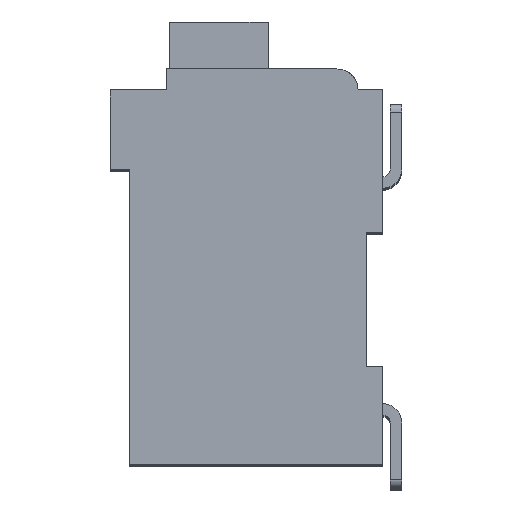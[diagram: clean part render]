
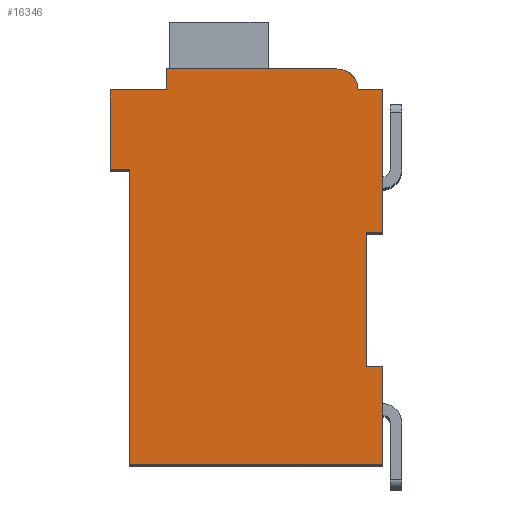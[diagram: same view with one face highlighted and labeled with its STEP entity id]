
A CAD part, top view. The second image highlights one B-rep face of the part: STEP entity #16346.
In plain terms, the highlighted planar face has unit normal (0, 0, 1).
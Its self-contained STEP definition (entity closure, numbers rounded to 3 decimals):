
#1842=DIRECTION('',(1.,0.,0.));
#1843=VECTOR('',#1842,0.5);
#1844=CARTESIAN_POINT('',(7.3,7.15,2.1));
#1845=LINE('',#1844,#1843);
#1846=DIRECTION('',(0.,1.,0.));
#1847=VECTOR('',#1846,4.15);
#1848=CARTESIAN_POINT('',(7.3,3.,2.1));
#1849=LINE('',#1848,#1847);
#1850=DIRECTION('',(-1.,0.,0.));
#1851=VECTOR('',#1850,0.5);
#1852=CARTESIAN_POINT('',(7.8,3.,2.1));
#1853=LINE('',#1852,#1851);
#1854=DIRECTION('',(0.,1.,0.));
#1855=VECTOR('',#1854,3.);
#1856=CARTESIAN_POINT('',(7.8,0.,2.1));
#1857=LINE('',#1856,#1855);
#1858=DIRECTION('',(1.,0.,0.));
#1859=VECTOR('',#1858,7.8);
#1860=CARTESIAN_POINT('',(0.,0.,2.1));
#1861=LINE('',#1860,#1859);
#1862=DIRECTION('',(0.,-1.,0.));
#1863=VECTOR('',#1862,9.1);
#1864=CARTESIAN_POINT('',(0.,9.1,2.1));
#1865=LINE('',#1864,#1863);
#1866=DIRECTION('',(1.,0.,0.));
#1867=VECTOR('',#1866,0.6);
#1868=CARTESIAN_POINT('',(-0.6,9.1,2.1));
#1869=LINE('',#1868,#1867);
#1870=DIRECTION('',(0.,-1.,0.));
#1871=VECTOR('',#1870,2.45);
#1872=CARTESIAN_POINT('',(-0.6,11.55,2.1));
#1873=LINE('',#1872,#1871);
#1874=DIRECTION('',(-1.,0.,0.));
#1875=VECTOR('',#1874,1.75);
#1876=CARTESIAN_POINT('',(1.15,11.55,2.1));
#1877=LINE('',#1876,#1875);
#1878=DIRECTION('',(0.,-1.,0.));
#1879=VECTOR('',#1878,0.65);
#1880=CARTESIAN_POINT('',(1.15,12.2,2.1));
#1881=LINE('',#1880,#1879);
#1882=DIRECTION('',(-1.,0.,0.));
#1883=VECTOR('',#1882,5.25);
#1884=CARTESIAN_POINT('',(6.4,12.2,2.1));
#1885=LINE('',#1884,#1883);
#1886=CARTESIAN_POINT('',(6.4,11.55,2.1));
#1887=DIRECTION('',(0.,0.,1.));
#1888=DIRECTION('',(1.,0.,0.));
#1889=AXIS2_PLACEMENT_3D('',#1886,#1887,#1888);
#1891=DIRECTION('',(-1.,0.,0.));
#1892=VECTOR('',#1891,0.75);
#1893=CARTESIAN_POINT('',(7.8,11.55,2.1));
#1894=LINE('',#1893,#1892);
#1895=DIRECTION('',(0.,1.,0.));
#1896=VECTOR('',#1895,4.4);
#1897=CARTESIAN_POINT('',(7.8,7.15,2.1));
#1898=LINE('',#1897,#1896);
#11347=CARTESIAN_POINT('',(7.3,7.15,2.1));
#11348=CARTESIAN_POINT('',(7.8,7.15,2.1));
#11349=VERTEX_POINT('',#11347);
#11350=VERTEX_POINT('',#11348);
#11351=CARTESIAN_POINT('',(7.8,11.55,2.1));
#11352=VERTEX_POINT('',#11351);
#11353=CARTESIAN_POINT('',(7.05,11.55,2.1));
#11354=VERTEX_POINT('',#11353);
#11355=CARTESIAN_POINT('',(6.4,12.2,2.1));
#11356=VERTEX_POINT('',#11355);
#11357=CARTESIAN_POINT('',(1.15,12.2,2.1));
#11358=VERTEX_POINT('',#11357);
#11359=CARTESIAN_POINT('',(1.15,11.55,2.1));
#11360=VERTEX_POINT('',#11359);
#11361=CARTESIAN_POINT('',(-0.6,11.55,2.1));
#11362=VERTEX_POINT('',#11361);
#11363=CARTESIAN_POINT('',(-0.6,9.1,2.1));
#11364=VERTEX_POINT('',#11363);
#11365=CARTESIAN_POINT('',(0.,9.1,2.1));
#11366=VERTEX_POINT('',#11365);
#11367=CARTESIAN_POINT('',(0.,0.,2.1));
#11368=VERTEX_POINT('',#11367);
#11369=CARTESIAN_POINT('',(7.8,0.,2.1));
#11370=VERTEX_POINT('',#11369);
#11371=CARTESIAN_POINT('',(7.8,3.,2.1));
#11372=VERTEX_POINT('',#11371);
#11373=CARTESIAN_POINT('',(7.3,3.,2.1));
#11374=VERTEX_POINT('',#11373);
#16316=CARTESIAN_POINT('',(0.,0.,2.1));
#16317=DIRECTION('',(0.,0.,1.));
#16318=DIRECTION('',(1.,0.,0.));
#16319=AXIS2_PLACEMENT_3D('',#16316,#16317,#16318);
#16320=PLANE('',#16319);
#16321=ORIENTED_EDGE('',*,*,#14876,.F.);
#16322=ORIENTED_EDGE('',*,*,#15455,.F.);
#16324=ORIENTED_EDGE('',*,*,#16323,.F.);
#16326=ORIENTED_EDGE('',*,*,#16325,.F.);
#16327=ORIENTED_EDGE('',*,*,#16021,.F.);
#16328=ORIENTED_EDGE('',*,*,#15914,.F.);
#16330=ORIENTED_EDGE('',*,*,#16329,.F.);
#16332=ORIENTED_EDGE('',*,*,#16331,.F.);
#16334=ORIENTED_EDGE('',*,*,#16333,.F.);
#16336=ORIENTED_EDGE('',*,*,#16335,.F.);
#16338=ORIENTED_EDGE('',*,*,#16337,.F.);
#16340=ORIENTED_EDGE('',*,*,#16339,.F.);
#16342=ORIENTED_EDGE('',*,*,#16341,.F.);
#16343=ORIENTED_EDGE('',*,*,#15191,.F.);
#16344=EDGE_LOOP('',(#16321,#16322,#16324,#16326,#16327,#16328,#16330,#16332,
#16334,#16336,#16338,#16340,#16342,#16343));
#16345=FACE_OUTER_BOUND('',#16344,.F.);
#1890=CIRCLE('',#1889,0.65);
#14876=EDGE_CURVE('',#11349,#11350,#1845,.T.);
#15191=EDGE_CURVE('',#11350,#11352,#1898,.T.);
#15455=EDGE_CURVE('',#11374,#11349,#1849,.T.);
#15914=EDGE_CURVE('',#11366,#11368,#1865,.T.);
#16021=EDGE_CURVE('',#11368,#11370,#1861,.T.);
#16323=EDGE_CURVE('',#11372,#11374,#1853,.T.);
#16325=EDGE_CURVE('',#11370,#11372,#1857,.T.);
#16329=EDGE_CURVE('',#11364,#11366,#1869,.T.);
#16331=EDGE_CURVE('',#11362,#11364,#1873,.T.);
#16333=EDGE_CURVE('',#11360,#11362,#1877,.T.);
#16335=EDGE_CURVE('',#11358,#11360,#1881,.T.);
#16337=EDGE_CURVE('',#11356,#11358,#1885,.T.);
#16339=EDGE_CURVE('',#11354,#11356,#1890,.T.);
#16341=EDGE_CURVE('',#11352,#11354,#1894,.T.);
#16346=ADVANCED_FACE('',(#16345),#16320,.T.);
